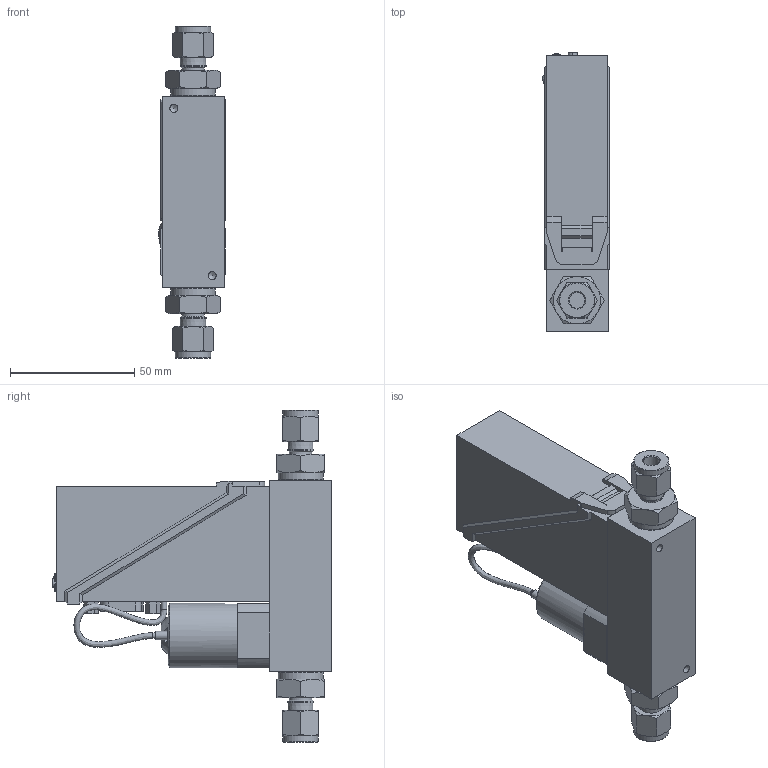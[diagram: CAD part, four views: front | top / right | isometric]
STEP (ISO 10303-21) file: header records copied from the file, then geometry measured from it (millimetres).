
FILE_DESCRIPTION(/* description */ (''),/* implementation_level */ '2;1');
FILE_NAME(/* name */ 'F-211CV-5K0-AGD-22-V.stp',/* time_stamp */ '2019-04-26T15:17:55+02:00',/* author */ ('J-Wiggers'),/* organization */ (''),/* preprocessor_version */ 'ST-DEVELOPER v17',/* originating_system */ 'Autodesk Inventor 2018',/* authorisation */ '');
FILE_SCHEMA (('CONFIG_CONTROL_DESIGN'));
Length unit declared in the file: millimetre
Products named in the file (1): Part4
Bounding box: 26.84 x 112.56 x 133.8 mm (x, y, z)
Volume: 180285.9 mm3; surface area: 34704.8 mm2
Topology: 7 solids, 14 shells, 659 faces, 1674 edges, 1057 vertices
Faces by surface type: plane 344, cone 124, cylinder 120, bspline 33, sphere 22, torus 16
Full cylindrical faces by diameter (mm): 2.318 x3, 2.693 x1, 3 x2, 3.242 x2, 3.318 x1, 5.328 x2, 5.5 x5, 6 x4, 6.35 x2, 8.2 x1, 8.3 x1, 8.997 x2, 14.287 x2, 18.034 x2, 25.9 x1
Entity records: 20023 total; most frequent: CARTESIAN_POINT 4351, ORIENTED_EDGE 3254, DIRECTION 3199, EDGE_CURVE 1627, AXIS2_PLACEMENT_3D 1158, VERTEX_POINT 1057, LINE 883, VECTOR 883
